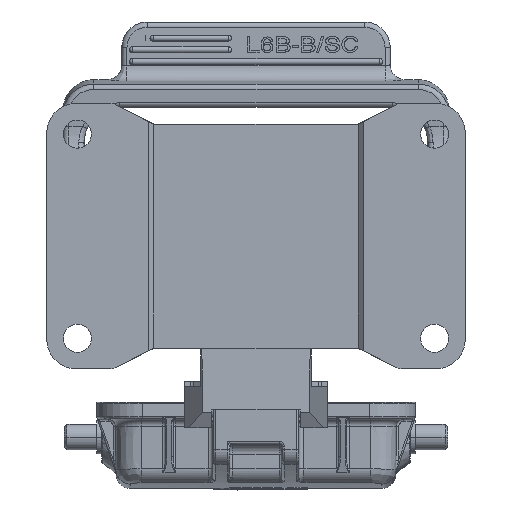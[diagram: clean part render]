
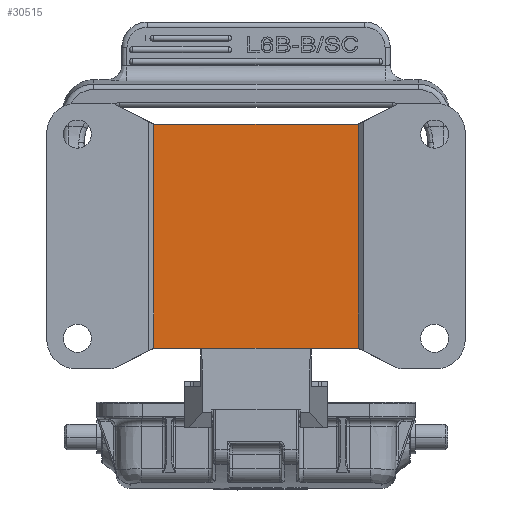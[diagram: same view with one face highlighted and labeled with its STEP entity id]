
A CAD part, front view. The second image highlights one B-rep face of the part: STEP entity #30515.
In plain terms, the highlighted planar face has unit normal (0, -1, 0).
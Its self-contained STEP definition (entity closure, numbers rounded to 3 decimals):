
#1929=DIRECTION('',(1.,0.,0.));
#1930=VECTOR('',#1929,39.998);
#1931=CARTESIAN_POINT('',(-19.999,1.,
-21.944));
#1932=LINE('',#1931,#1930);
#2139=DIRECTION('',(0.,0.,1.));
#2140=VECTOR('',#2139,43.889);
#2141=CARTESIAN_POINT('',(19.999,1.,-21.944));
#2142=LINE('',#2141,#2140);
#2154=DIRECTION('',(0.,0.,1.));
#2155=VECTOR('',#2154,43.889);
#2156=CARTESIAN_POINT('',(-19.999,1.,
-21.944));
#2157=LINE('',#2156,#2155);
#2158=DIRECTION('',(1.,0.,0.));
#2159=VECTOR('',#2158,39.998);
#2160=CARTESIAN_POINT('',(-19.999,1.,21.944));
#2161=LINE('',#2160,#2159);
#23439=CARTESIAN_POINT('',(-19.999,1.,
-21.944));
#23440=VERTEX_POINT('',#23439);
#23441=CARTESIAN_POINT('',(19.999,1.,
-21.944));
#23442=VERTEX_POINT('',#23441);
#23489=CARTESIAN_POINT('',(19.999,1.,21.944));
#23490=VERTEX_POINT('',#23489);
#23491=CARTESIAN_POINT('',(-19.999,1.,
21.944));
#23492=VERTEX_POINT('',#23491);
#30502=CARTESIAN_POINT('',(0.,1.,0.));
#30503=DIRECTION('',(0.,1.,0.));
#30504=DIRECTION('',(0.,0.,-1.));
#30505=AXIS2_PLACEMENT_3D('',#30502,#30503,#30504);
#30506=PLANE('',#30505);
#30507=ORIENTED_EDGE('',*,*,#30493,.F.);
#30508=ORIENTED_EDGE('',*,*,#30110,.F.);
#30510=ORIENTED_EDGE('',*,*,#30509,.T.);
#30512=ORIENTED_EDGE('',*,*,#30511,.T.);
#30513=EDGE_LOOP('',(#30507,#30508,#30510,#30512));
#30514=FACE_OUTER_BOUND('',#30513,.F.);
#30110=EDGE_CURVE('',#23440,#23442,#1932,.T.);
#30493=EDGE_CURVE('',#23442,#23490,#2142,.T.);
#30509=EDGE_CURVE('',#23440,#23492,#2157,.T.);
#30511=EDGE_CURVE('',#23492,#23490,#2161,.T.);
#30515=ADVANCED_FACE('',(#30514),#30506,.F.);
